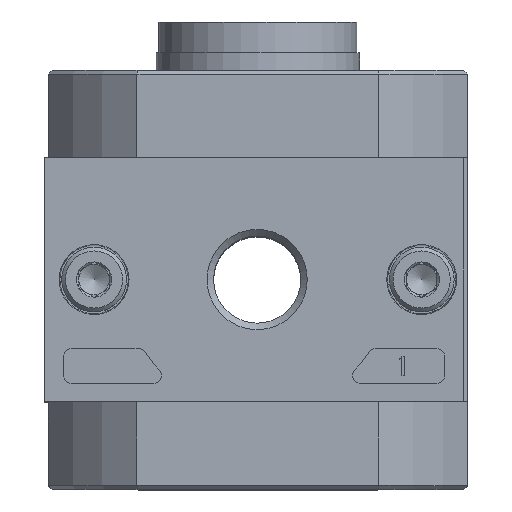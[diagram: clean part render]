
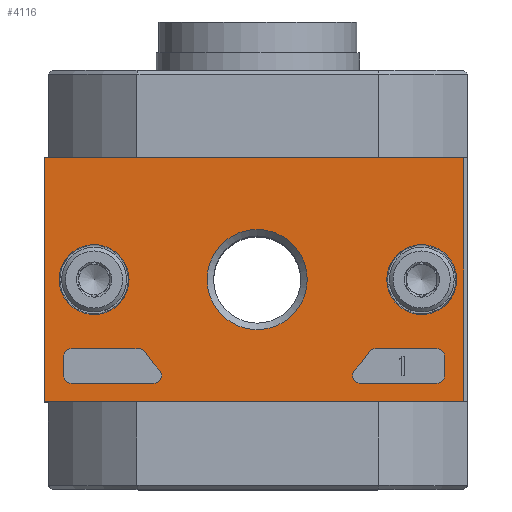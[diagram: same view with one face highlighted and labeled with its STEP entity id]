
A CAD part, top view. The second image highlights one B-rep face of the part: STEP entity #4116.
In plain terms, the highlighted face is planar.
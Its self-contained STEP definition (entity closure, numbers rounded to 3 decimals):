
#385=CIRCLE('',#4528,4.587);
#386=CIRCLE('',#4529,4.587);
#387=CIRCLE('',#4530,6.579);
#388=CIRCLE('',#4531,1.);
#389=CIRCLE('',#4532,1.);
#390=CIRCLE('',#4533,1.);
#391=CIRCLE('',#4534,17.5);
#392=CIRCLE('',#4535,1.);
#393=CIRCLE('',#4536,1.);
#394=CIRCLE('',#4537,17.5);
#395=CIRCLE('',#4538,1.);
#396=CIRCLE('',#4539,1.);
#397=CIRCLE('',#4540,1.);
#1039=ORIENTED_EDGE('',*,*,#1662,.F.);
#1040=ORIENTED_EDGE('',*,*,#1663,.F.);
#1041=ORIENTED_EDGE('',*,*,#1664,.F.);
#1042=ORIENTED_EDGE('',*,*,#1665,.F.);
#1043=ORIENTED_EDGE('',*,*,#1666,.T.);
#1044=ORIENTED_EDGE('',*,*,#1667,.T.);
#1045=ORIENTED_EDGE('',*,*,#1668,.T.);
#1046=ORIENTED_EDGE('',*,*,#1669,.T.);
#1047=ORIENTED_EDGE('',*,*,#1670,.T.);
#1048=ORIENTED_EDGE('',*,*,#1671,.T.);
#1049=ORIENTED_EDGE('',*,*,#1672,.T.);
#1050=ORIENTED_EDGE('',*,*,#1673,.T.);
#1051=ORIENTED_EDGE('',*,*,#1674,.F.);
#1052=ORIENTED_EDGE('',*,*,#1675,.T.);
#1053=ORIENTED_EDGE('',*,*,#1676,.T.);
#1054=ORIENTED_EDGE('',*,*,#1677,.T.);
#1055=ORIENTED_EDGE('',*,*,#1678,.F.);
#1056=ORIENTED_EDGE('',*,*,#1679,.T.);
#1057=ORIENTED_EDGE('',*,*,#1680,.T.);
#1058=ORIENTED_EDGE('',*,*,#1681,.T.);
#1059=ORIENTED_EDGE('',*,*,#1682,.T.);
#1060=ORIENTED_EDGE('',*,*,#1683,.T.);
#1061=ORIENTED_EDGE('',*,*,#1684,.T.);
#1662=EDGE_CURVE('',#2037,#2038,#2292,.T.);
#1663=EDGE_CURVE('',#2039,#2037,#2293,.T.);
#1664=EDGE_CURVE('',#2040,#2039,#2294,.T.);
#1665=EDGE_CURVE('',#2038,#2040,#2295,.T.);
#1666=EDGE_CURVE('',#2041,#2041,#385,.T.);
#1667=EDGE_CURVE('',#2042,#2042,#386,.T.);
#1668=EDGE_CURVE('',#2043,#2043,#387,.T.);
#1669=EDGE_CURVE('',#2044,#2045,#388,.T.);
#1670=EDGE_CURVE('',#2045,#2046,#2296,.T.);
#1671=EDGE_CURVE('',#2046,#2047,#389,.T.);
#1672=EDGE_CURVE('',#2047,#2048,#2297,.T.);
#1673=EDGE_CURVE('',#2048,#2049,#390,.T.);
#1674=EDGE_CURVE('',#2050,#2049,#391,.T.);
#1675=EDGE_CURVE('',#2050,#2051,#392,.T.);
#1676=EDGE_CURVE('',#2051,#2044,#2298,.T.);
#1677=EDGE_CURVE('',#2052,#2053,#393,.T.);
#1678=EDGE_CURVE('',#2054,#2053,#394,.T.);
#1679=EDGE_CURVE('',#2054,#2055,#395,.T.);
#1680=EDGE_CURVE('',#2055,#2056,#2299,.T.);
#1681=EDGE_CURVE('',#2056,#2057,#396,.T.);
#1682=EDGE_CURVE('',#2057,#2058,#2300,.T.);
#1683=EDGE_CURVE('',#2058,#2059,#397,.T.);
#1684=EDGE_CURVE('',#2059,#2052,#2301,.T.);
#2037=VERTEX_POINT('',#6611);
#2038=VERTEX_POINT('',#6612);
#2039=VERTEX_POINT('',#6614);
#2040=VERTEX_POINT('',#6616);
#2041=VERTEX_POINT('',#6619);
#2042=VERTEX_POINT('',#6621);
#2043=VERTEX_POINT('',#6623);
#2044=VERTEX_POINT('',#6625);
#2045=VERTEX_POINT('',#6626);
#2046=VERTEX_POINT('',#6628);
#2047=VERTEX_POINT('',#6630);
#2048=VERTEX_POINT('',#6632);
#2049=VERTEX_POINT('',#6634);
#2050=VERTEX_POINT('',#6636);
#2051=VERTEX_POINT('',#6638);
#2052=VERTEX_POINT('',#6641);
#2053=VERTEX_POINT('',#6642);
#2054=VERTEX_POINT('',#6644);
#2055=VERTEX_POINT('',#6646);
#2056=VERTEX_POINT('',#6648);
#2057=VERTEX_POINT('',#6650);
#2058=VERTEX_POINT('',#6652);
#2059=VERTEX_POINT('',#6654);
#2292=LINE('',#6610,#2513);
#2293=LINE('',#6613,#2514);
#2294=LINE('',#6615,#2515);
#2295=LINE('',#6617,#2516);
#2296=LINE('',#6627,#2517);
#2297=LINE('',#6631,#2518);
#2298=LINE('',#6639,#2519);
#2299=LINE('',#6647,#2520);
#2300=LINE('',#6651,#2521);
#2301=LINE('',#6655,#2522);
#2513=VECTOR('',#5411,1000.);
#2514=VECTOR('',#5412,1000.);
#2515=VECTOR('',#5413,1000.);
#2516=VECTOR('',#5414,1000.);
#2517=VECTOR('',#5423,1000.);
#2518=VECTOR('',#5426,1000.);
#2519=VECTOR('',#5433,1000.);
#2520=VECTOR('',#5440,1000.);
#2521=VECTOR('',#5443,1000.);
#2522=VECTOR('',#5446,1000.);
#2840=EDGE_LOOP('',(#1039,#1040,#1041,#1042));
#2841=EDGE_LOOP('',(#1043));
#2842=EDGE_LOOP('',(#1044));
#2843=EDGE_LOOP('',(#1045));
#2844=EDGE_LOOP('',(#1046,#1047,#1048,#1049,#1050,#1051,#1052,#1053));
#2845=EDGE_LOOP('',(#1054,#1055,#1056,#1057,#1058,#1059,#1060,#1061));
#3206=FACE_BOUND('',#2840,.T.);
#3207=FACE_BOUND('',#2841,.T.);
#3208=FACE_BOUND('',#2842,.T.);
#3209=FACE_BOUND('',#2843,.T.);
#3210=FACE_BOUND('',#2844,.T.);
#3211=FACE_BOUND('',#2845,.T.);
#3404=PLANE('',#4527);
#4116=ADVANCED_FACE('',(#3206,#3207,#3208,#3209,#3210,#3211),#3404,.F.);
#4527=AXIS2_PLACEMENT_3D('',#6609,#5409,#5410);
#4528=AXIS2_PLACEMENT_3D('',#6618,#5415,#5416);
#4529=AXIS2_PLACEMENT_3D('',#6620,#5417,#5418);
#4530=AXIS2_PLACEMENT_3D('',#6622,#5419,#5420);
#4531=AXIS2_PLACEMENT_3D('',#6624,#5421,#5422);
#4532=AXIS2_PLACEMENT_3D('',#6629,#5424,#5425);
#4533=AXIS2_PLACEMENT_3D('',#6633,#5427,#5428);
#4534=AXIS2_PLACEMENT_3D('',#6635,#5429,#5430);
#4535=AXIS2_PLACEMENT_3D('',#6637,#5431,#5432);
#4536=AXIS2_PLACEMENT_3D('',#6640,#5434,#5435);
#4537=AXIS2_PLACEMENT_3D('',#6643,#5436,#5437);
#4538=AXIS2_PLACEMENT_3D('',#6645,#5438,#5439);
#4539=AXIS2_PLACEMENT_3D('',#6649,#5441,#5442);
#4540=AXIS2_PLACEMENT_3D('',#6653,#5444,#5445);
#5409=DIRECTION('',(0.,0.,1.));
#5410=DIRECTION('',(1.,0.,0.));
#5411=DIRECTION('',(0.,-1.,0.));
#5412=DIRECTION('',(-1.,0.,0.));
#5413=DIRECTION('',(0.,1.,0.));
#5414=DIRECTION('',(1.,0.,0.));
#5415=DIRECTION('',(0.,0.,1.));
#5416=DIRECTION('',(1.,0.,0.));
#5417=DIRECTION('',(0.,0.,1.));
#5418=DIRECTION('',(1.,0.,0.));
#5419=DIRECTION('',(0.,0.,1.));
#5420=DIRECTION('',(1.,0.,0.));
#5421=DIRECTION('',(0.,0.,1.));
#5422=DIRECTION('',(1.,0.,0.));
#5423=DIRECTION('',(0.,-1.,0.));
#5424=DIRECTION('',(0.,0.,1.));
#5425=DIRECTION('',(1.,0.,0.));
#5426=DIRECTION('',(1.,0.,0.));
#5427=DIRECTION('',(0.,0.,1.));
#5428=DIRECTION('',(1.,0.,0.));
#5429=DIRECTION('',(0.,0.,1.));
#5430=DIRECTION('',(1.,0.,0.));
#5431=DIRECTION('',(0.,0.,1.));
#5432=DIRECTION('',(1.,0.,0.));
#5433=DIRECTION('',(-1.,0.,0.));
#5434=DIRECTION('',(0.,0.,1.));
#5435=DIRECTION('',(1.,0.,0.));
#5436=DIRECTION('',(0.,0.,1.));
#5437=DIRECTION('',(1.,0.,0.));
#5438=DIRECTION('',(0.,0.,1.));
#5439=DIRECTION('',(1.,0.,0.));
#5440=DIRECTION('',(1.,0.,0.));
#5441=DIRECTION('',(0.,0.,1.));
#5442=DIRECTION('',(1.,0.,0.));
#5443=DIRECTION('',(0.,1.,0.));
#5444=DIRECTION('',(0.,0.,1.));
#5445=DIRECTION('',(1.,0.,0.));
#5446=DIRECTION('',(-1.,0.,0.));
#6609=CARTESIAN_POINT('',(0.,0.,-7.5));
#6610=CARTESIAN_POINT('',(-27.5,16.,-7.5));
#6611=CARTESIAN_POINT('',(-27.5,16.,-7.5));
#6612=CARTESIAN_POINT('',(-27.5,-16.,-7.5));
#6613=CARTESIAN_POINT('',(27.5,16.,-7.5));
#6614=CARTESIAN_POINT('',(27.5,16.,-7.5));
#6615=CARTESIAN_POINT('',(27.5,-16.,-7.5));
#6616=CARTESIAN_POINT('',(27.5,-16.,-7.5));
#6617=CARTESIAN_POINT('',(-27.5,-16.,-7.5));
#6618=CARTESIAN_POINT('',(21.,0.,-7.5));
#6619=CARTESIAN_POINT('',(25.587,0.,-7.5));
#6620=CARTESIAN_POINT('',(-22.,0.,-7.5));
#6621=CARTESIAN_POINT('',(-17.413,0.,-7.5));
#6622=CARTESIAN_POINT('',(-0.4,0.,-7.5));
#6623=CARTESIAN_POINT('',(6.179,0.,-7.5));
#6624=CARTESIAN_POINT('',(-24.,-10.1,-7.5));
#6625=CARTESIAN_POINT('',(-24.,-9.1,-7.5));
#6626=CARTESIAN_POINT('',(-25.,-10.1,-7.5));
#6627=CARTESIAN_POINT('',(-25.,-10.1,-7.5));
#6628=CARTESIAN_POINT('',(-25.,-12.6,-7.5));
#6629=CARTESIAN_POINT('',(-24.,-12.6,-7.5));
#6630=CARTESIAN_POINT('',(-24.,-13.6,-7.5));
#6631=CARTESIAN_POINT('',(-24.,-13.6,-7.5));
#6632=CARTESIAN_POINT('',(-13.946,-13.6,-7.5));
#6633=CARTESIAN_POINT('',(-13.946,-12.6,-7.5));
#6634=CARTESIAN_POINT('',(-13.214,-11.919,-7.5));
#6635=CARTESIAN_POINT('',(-0.4,0.,-7.5));
#6636=CARTESIAN_POINT('',(-15.062,-9.554,-7.5));
#6637=CARTESIAN_POINT('',(-15.9,-10.1,-7.5));
#6638=CARTESIAN_POINT('',(-15.9,-9.1,-7.5));
#6639=CARTESIAN_POINT('',(-15.9,-9.1,-7.5));
#6640=CARTESIAN_POINT('',(15.1,-10.1,-7.5));
#6641=CARTESIAN_POINT('',(15.1,-9.1,-7.5));
#6642=CARTESIAN_POINT('',(14.262,-9.554,-7.5));
#6643=CARTESIAN_POINT('',(-0.4,0.,-7.5));
#6644=CARTESIAN_POINT('',(12.414,-11.919,-7.5));
#6645=CARTESIAN_POINT('',(13.146,-12.6,-7.5));
#6646=CARTESIAN_POINT('',(13.146,-13.6,-7.5));
#6647=CARTESIAN_POINT('',(13.146,-13.6,-7.5));
#6648=CARTESIAN_POINT('',(24.,-13.6,-7.5));
#6649=CARTESIAN_POINT('',(24.,-12.6,-7.5));
#6650=CARTESIAN_POINT('',(25.,-12.6,-7.5));
#6651=CARTESIAN_POINT('',(25.,-12.6,-7.5));
#6652=CARTESIAN_POINT('',(25.,-10.1,-7.5));
#6653=CARTESIAN_POINT('',(24.,-10.1,-7.5));
#6654=CARTESIAN_POINT('',(24.,-9.1,-7.5));
#6655=CARTESIAN_POINT('',(24.,-9.1,-7.5));
